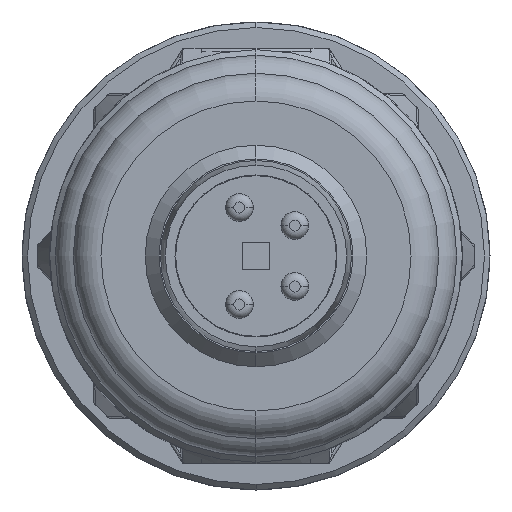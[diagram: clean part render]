
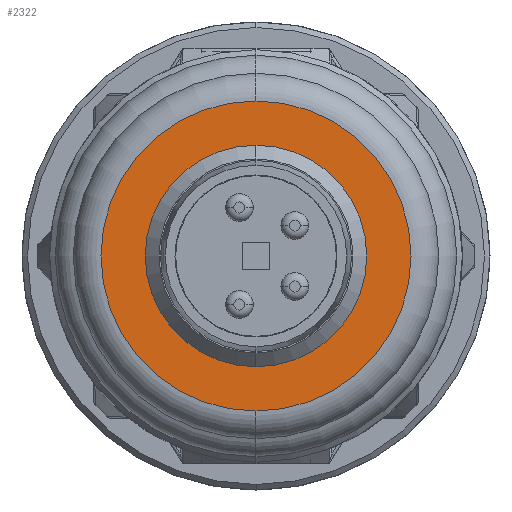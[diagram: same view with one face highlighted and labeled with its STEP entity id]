
A CAD part, left-side view. The second image highlights one B-rep face of the part: STEP entity #2322.
In plain terms, the highlighted planar face has unit normal (-1, 0, 0).
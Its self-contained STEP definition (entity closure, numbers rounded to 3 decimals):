
#2322=ADVANCED_FACE('NONE',(#4824,#4825),#4826,.F.);
#4824=FACE_OUTER_BOUND('',#10662,.T.);
#4825=FACE_BOUND('',#10663,.T.);
#4826=PLANE('',#10664);
#10662=EDGE_LOOP('',(#17239,#17240));
#10663=EDGE_LOOP('',(#17241,#17242));
#10664=AXIS2_PLACEMENT_3D('',#17243,#17244,#17245);
#17239=ORIENTED_EDGE('',*,*,#21229,.T.);
#17240=ORIENTED_EDGE('',*,*,#19139,.T.);
#17241=ORIENTED_EDGE('',*,*,#19136,.T.);
#17242=ORIENTED_EDGE('',*,*,#21230,.T.);
#17243=CARTESIAN_POINT('',(-6.82,3.5,0.0));
#17244=DIRECTION('',(1.0,0.0,0.0));
#17245=DIRECTION('',(0.0,1.0,-0.0));
#19136=EDGE_CURVE('NONE',#22419,#22417,#22420,.T.);
#19139=EDGE_CURVE('NONE',#22423,#22424,#22425,.T.);
#21229=EDGE_CURVE('NONE',#22424,#22423,#25415,.T.);
#21230=EDGE_CURVE('NONE',#22417,#22419,#25416,.T.);
#22417=VERTEX_POINT('NONE',#27223);
#22419=VERTEX_POINT('NONE',#27226);
#22420=CIRCLE('',#27227,4.);
#22423=VERTEX_POINT('NONE',#27231);
#22424=VERTEX_POINT('NONE',#27232);
#22425=CIRCLE('',#27233,5.6);
#25415=CIRCLE('',#33728,5.6);
#25416=CIRCLE('',#33729,4.);
#27223=CARTESIAN_POINT('',(-6.82,0.,4.));
#27226=CARTESIAN_POINT('',(-6.82,0.0,-4.));
#27227=AXIS2_PLACEMENT_3D('',#35220,#35221,#35222);
#27231=CARTESIAN_POINT('',(-6.82,0.,5.6));
#27232=CARTESIAN_POINT('',(-6.82,0.0,-5.6));
#27233=AXIS2_PLACEMENT_3D('',#35224,#35225,#35226);
#33728=AXIS2_PLACEMENT_3D('',#37395,#37396,#37397);
#33729=AXIS2_PLACEMENT_3D('',#37398,#37399,#37400);
#35220=CARTESIAN_POINT('',(-6.82,0.0,0.0));
#35221=DIRECTION('',(1.0,0.0,0.0));
#35222=DIRECTION('',(0.0,0.0,-1.0));
#35224=CARTESIAN_POINT('',(-6.82,0.0,0.0));
#35225=DIRECTION('',(-1.0,-0.0,-0.0));
#35226=DIRECTION('',(0.0,0.0,-1.0));
#37395=CARTESIAN_POINT('',(-6.82,0.0,0.0));
#37396=DIRECTION('',(-1.0,-0.0,-0.0));
#37397=DIRECTION('',(0.0,0.0,-1.0));
#37398=CARTESIAN_POINT('',(-6.82,0.0,0.0));
#37399=DIRECTION('',(1.0,0.0,0.0));
#37400=DIRECTION('',(0.0,0.0,-1.0));
